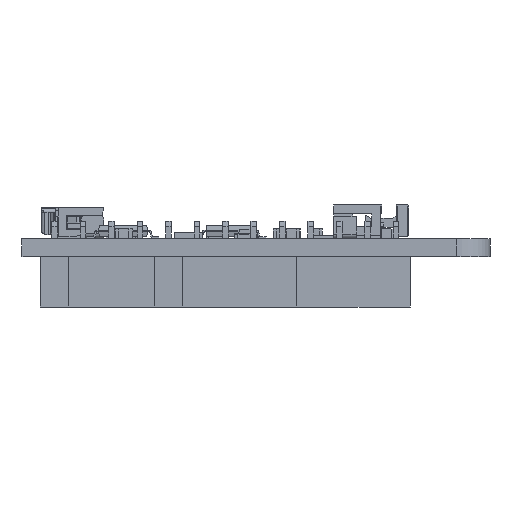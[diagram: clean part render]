
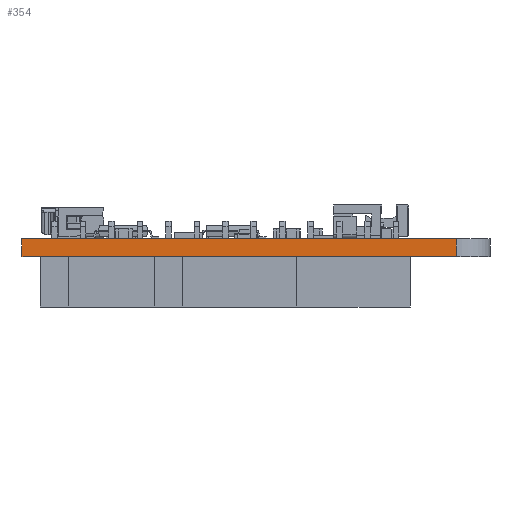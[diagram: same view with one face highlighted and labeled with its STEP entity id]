
A CAD part, front view. The second image highlights one B-rep face of the part: STEP entity #354.
In plain terms, the highlighted planar face has unit normal (0, -1, 0).
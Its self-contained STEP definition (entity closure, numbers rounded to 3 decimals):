
#157 = EDGE_CURVE('',#158,#160,#162,.T.);
#158 = VERTEX_POINT('',#159);
#159 = CARTESIAN_POINT('',(-0.103,-0.22,0.));
#160 = VERTEX_POINT('',#161);
#161 = CARTESIAN_POINT('',(-0.103,-0.22,1.6));
#162 = LINE('',#163,#164);
#163 = CARTESIAN_POINT('',(-0.103,-0.22,0.));
#164 = VECTOR('',#165,1.);
#165 = DIRECTION('',(0.,0.,1.));
#327 = VERTEX_POINT('',#328);
#328 = CARTESIAN_POINT('',(38.644,-0.22,1.6));
#335 = EDGE_CURVE('',#336,#327,#338,.T.);
#336 = VERTEX_POINT('',#337);
#337 = CARTESIAN_POINT('',(38.644,-0.22,0.));
#338 = LINE('',#339,#340);
#339 = CARTESIAN_POINT('',(38.644,-0.22,0.));
#340 = VECTOR('',#341,1.);
#341 = DIRECTION('',(0.,0.,1.));
#354 = ADVANCED_FACE('',(#355),#371,.T.);
#355 = FACE_BOUND('',#356,.T.);
#356 = EDGE_LOOP('',(#357,#358,#364,#365));
#357 = ORIENTED_EDGE('',*,*,#335,.T.);
#358 = ORIENTED_EDGE('',*,*,#359,.T.);
#359 = EDGE_CURVE('',#327,#160,#360,.T.);
#360 = LINE('',#361,#362);
#361 = CARTESIAN_POINT('',(38.644,-0.22,1.6));
#362 = VECTOR('',#363,1.);
#363 = DIRECTION('',(-1.,0.,0.));
#364 = ORIENTED_EDGE('',*,*,#157,.F.);
#365 = ORIENTED_EDGE('',*,*,#366,.F.);
#366 = EDGE_CURVE('',#336,#158,#367,.T.);
#367 = LINE('',#368,#369);
#368 = CARTESIAN_POINT('',(38.644,-0.22,0.));
#369 = VECTOR('',#370,1.);
#370 = DIRECTION('',(-1.,0.,0.));
#371 = PLANE('',#372);
#372 = AXIS2_PLACEMENT_3D('',#373,#374,#375);
#373 = CARTESIAN_POINT('',(38.644,-0.22,0.));
#374 = DIRECTION('',(0.,-1.,0.));
#375 = DIRECTION('',(-1.,0.,0.));
